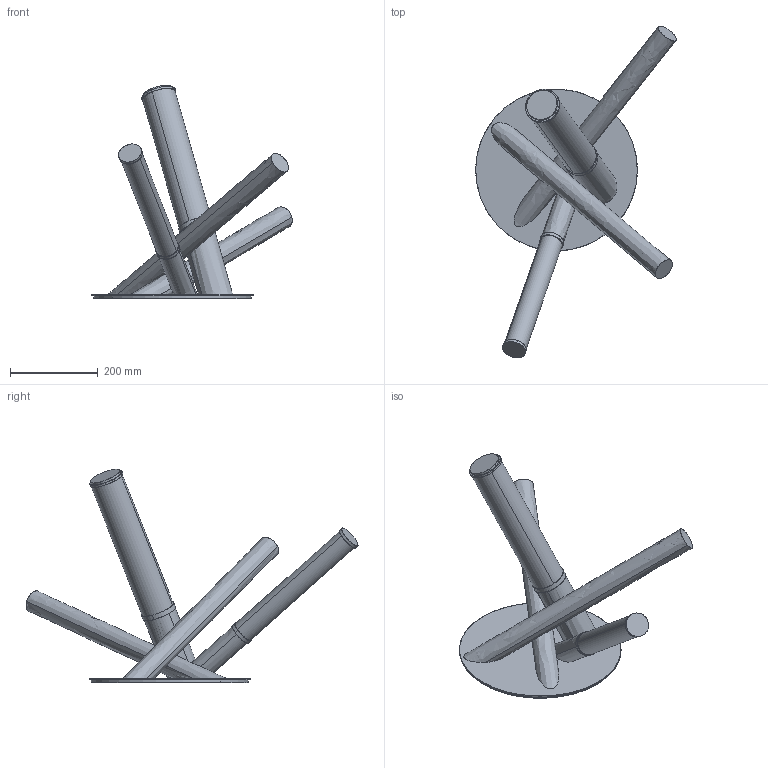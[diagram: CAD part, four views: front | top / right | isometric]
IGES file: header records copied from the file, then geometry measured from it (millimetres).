
Start section: SolidWorks IGES file using analytic representation for surfaces
Global section: file name: MINFS - Mini Farrago Sconce.IGS; native system: SolidWorks 2015; preprocessor: SolidWorks 2015; author: Design; date: 190719.105800; units: millimetre
Bounding box: 457.07 x 756.65 x 486.47 mm (x, y, z)
Surface area: 656677 mm2 (no closed solid volume)
Topology: 0 solids, 0 shells, 135 faces, 3560 edges, 3548 vertices
Faces by surface type: revolution 90, bspline 45
